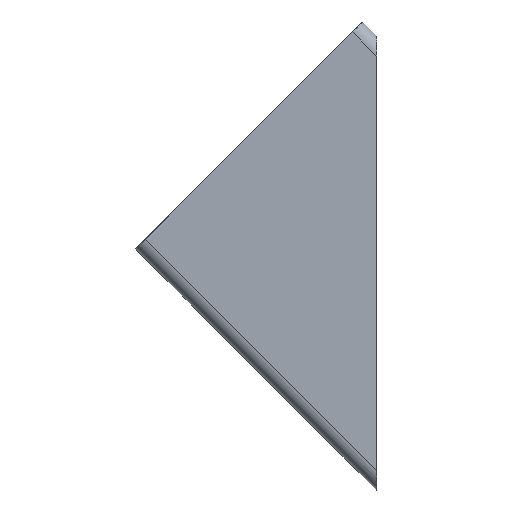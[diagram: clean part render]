
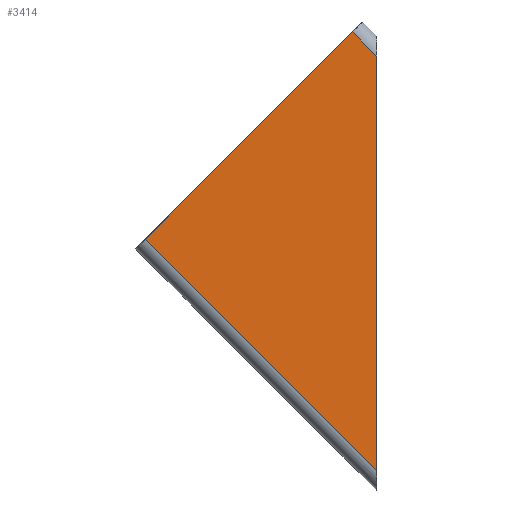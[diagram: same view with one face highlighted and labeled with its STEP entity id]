
A CAD part, left-side view. The second image highlights one B-rep face of the part: STEP entity #3414.
In plain terms, the highlighted planar face has unit normal (-1, 0.004, 0).
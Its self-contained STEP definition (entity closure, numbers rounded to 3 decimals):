
#348 = LINE ( 'NONE', #349, #1149 ) ;
#349 = CARTESIAN_POINT ( 'NONE',  ( -20.009, -2.469, -57.635 ) ) ;
#350 = DIRECTION ( 'NONE',  ( -0.002, -0.707, -0.707 ) ) ;
#351 = LINE ( 'NONE', #352, #1148 ) ;
#352 = CARTESIAN_POINT ( 'NONE',  ( -19.979, 6.017, 54.088 ) ) ;
#353 = DIRECTION ( 'NONE',  ( 0.002, 0.707, 0.707 ) ) ;
#412 = LINE ( 'NONE', #413, #2002 ) ;
#413 = CARTESIAN_POINT ( 'NONE',  ( -19.988, 3.536, 56.569 ) ) ;
#414 = DIRECTION ( 'NONE',  ( -0.002, -0.707, 0.707 ) ) ;
#1148 = VECTOR ( 'NONE', #353, 1000. ) ;
#1149 = VECTOR ( 'NONE', #350, 1000. ) ;
#1467 = CARTESIAN_POINT ( 'NONE',  ( -20., 0., 48.071 ) ) ;
#1468 = CARTESIAN_POINT ( 'NONE',  ( -20., 0., -55.167 ) ) ;
#2002 = VECTOR ( 'NONE', #414, 1000. ) ;
#2529 = AXIS2_PLACEMENT_3D ( 'NONE', #4242, #4241, #4240 ) ;
#2532 = FACE_OUTER_BOUND ( 'NONE', #5054, .T. ) ;
#3219 = CARTESIAN_POINT ( 'NONE',  ( -19.979, 6.017, 54.088 ) ) ;
#3220 = CARTESIAN_POINT ( 'NONE',  ( -19.799, 57.635, 2.469 ) ) ;
#3414 = ADVANCED_FACE ( 'NONE', ( #2532 ), #4243, .T. ) ;
#3519 = EDGE_CURVE ( 'NONE', #4870, #4869, #3637, .T. ) ;
#3635 = DIRECTION ( 'NONE',  ( 0., 0., -1. ) ) ;
#3636 = CARTESIAN_POINT ( 'NONE',  ( -20., 0., 53.033 ) ) ;
#3637 = LINE ( 'NONE', #3636, #5479 ) ;
#4240 = DIRECTION ( 'NONE',  ( -0.003, -1., 0. ) ) ;
#4241 = DIRECTION ( 'NONE',  ( -1., 0.003, 0. ) ) ;
#4242 = CARTESIAN_POINT ( 'NONE',  ( -20., 0., 53.033 ) ) ;
#4243 = PLANE ( 'NONE',  #2529 ) ;
#4869 = VERTEX_POINT ( 'NONE', #1468 ) ;
#4870 = VERTEX_POINT ( 'NONE', #1467 ) ;
#5054 = EDGE_LOOP ( 'NONE', ( #5805, #5804, #5806, #5803 ) ) ;
#5196 = EDGE_CURVE ( 'NONE', #5903, #4869, #348, .T. ) ;
#5197 = EDGE_CURVE ( 'NONE', #4870, #5902, #351, .T. ) ;
#5215 = EDGE_CURVE ( 'NONE', #5903, #5902, #412, .T. ) ;
#5479 = VECTOR ( 'NONE', #3635, 1000. ) ;
#5803 = ORIENTED_EDGE ( 'NONE', *, *, #5196, .T. ) ;
#5804 = ORIENTED_EDGE ( 'NONE', *, *, #5197, .T. ) ;
#5805 = ORIENTED_EDGE ( 'NONE', *, *, #3519, .F. ) ;
#5806 = ORIENTED_EDGE ( 'NONE', *, *, #5215, .F. ) ;
#5902 = VERTEX_POINT ( 'NONE', #3219 ) ;
#5903 = VERTEX_POINT ( 'NONE', #3220 ) ;
